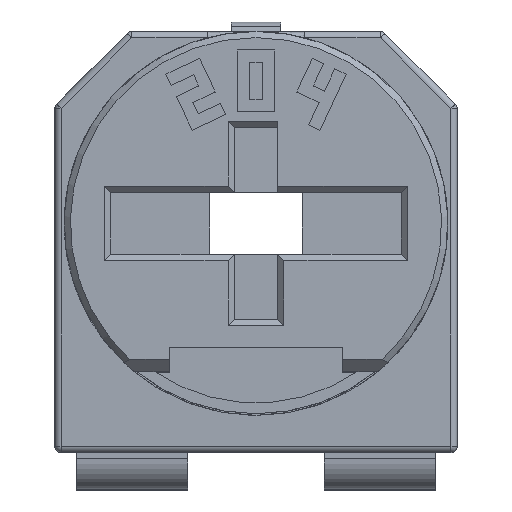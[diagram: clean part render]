
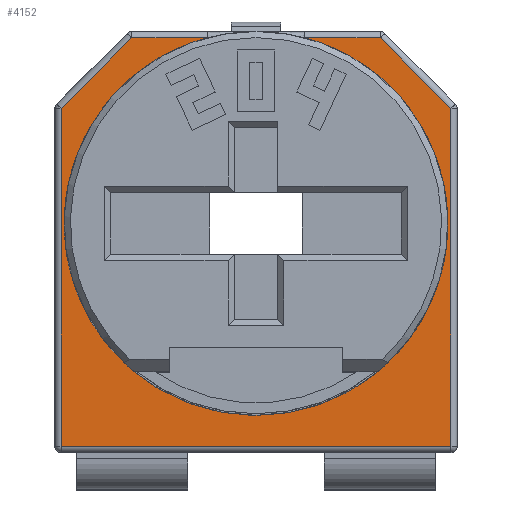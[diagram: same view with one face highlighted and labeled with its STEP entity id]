
A CAD part, top view. The second image highlights one B-rep face of the part: STEP entity #4152.
In plain terms, the highlighted planar face has unit normal (0, 0, 1).
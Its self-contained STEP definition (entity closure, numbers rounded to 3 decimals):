
#195=CIRCLE('',#4469,3.1);
#196=CIRCLE('',#4470,3.1);
#534=FACE_OUTER_BOUND('',#762,.T.);
#762=EDGE_LOOP('',(#3522,#3523,#3524,#3525,#3526,#3527,#3528,#3529,#3530));
#1172=LINE('',#7101,#1623);
#1173=LINE('',#7106,#1624);
#1176=LINE('',#7117,#1627);
#1178=LINE('',#7125,#1629);
#1180=LINE('',#7133,#1631);
#1181=LINE('',#7138,#1632);
#1183=LINE('',#7146,#1634);
#1623=VECTOR('',#5305,10.);
#1624=VECTOR('',#5310,10.);
#1627=VECTOR('',#5321,10.);
#1629=VECTOR('',#5329,10.);
#1631=VECTOR('',#5337,10.);
#1632=VECTOR('',#5342,10.);
#1634=VECTOR('',#5352,10.);
#2028=VERTEX_POINT('',#7097);
#2029=VERTEX_POINT('',#7099);
#2031=VERTEX_POINT('',#7105);
#2033=VERTEX_POINT('',#7111);
#2036=VERTEX_POINT('',#7119);
#2039=VERTEX_POINT('',#7127);
#2043=VERTEX_POINT('',#7137);
#2045=VERTEX_POINT('',#7143);
#2057=VERTEX_POINT('',#7252);
#2533=EDGE_CURVE('',#2029,#2028,#1172,.T.);
#2535=EDGE_CURVE('',#2028,#2031,#1173,.T.);
#2541=EDGE_CURVE('',#2031,#2033,#1176,.T.);
#2545=EDGE_CURVE('',#2033,#2036,#1178,.T.);
#2549=EDGE_CURVE('',#2036,#2039,#1180,.T.);
#2551=EDGE_CURVE('',#2039,#2043,#1181,.T.);
#2556=EDGE_CURVE('',#2043,#2045,#1183,.T.);
#2584=EDGE_CURVE('',#2057,#2029,#195,.T.);
#2585=EDGE_CURVE('',#2045,#2057,#196,.T.);
#3522=ORIENTED_EDGE('',*,*,#2556,.F.);
#3523=ORIENTED_EDGE('',*,*,#2551,.F.);
#3524=ORIENTED_EDGE('',*,*,#2549,.F.);
#3525=ORIENTED_EDGE('',*,*,#2545,.F.);
#3526=ORIENTED_EDGE('',*,*,#2541,.F.);
#3527=ORIENTED_EDGE('',*,*,#2535,.F.);
#3528=ORIENTED_EDGE('',*,*,#2533,.F.);
#3529=ORIENTED_EDGE('',*,*,#2584,.F.);
#3530=ORIENTED_EDGE('',*,*,#2585,.F.);
#3945=PLANE('',#4468);
#4152=ADVANCED_FACE('',(#534),#3945,.T.);
#4468=AXIS2_PLACEMENT_3D('',#7251,#5415,#5416);
#4469=AXIS2_PLACEMENT_3D('',#7253,#5417,#5418);
#4470=AXIS2_PLACEMENT_3D('',#7254,#5419,#5420);
#5305=DIRECTION('',(1.,0.,0.));
#5310=DIRECTION('',(0.707,-0.707,0.));
#5321=DIRECTION('',(0.,-1.,0.));
#5329=DIRECTION('',(-1.,0.,0.));
#5337=DIRECTION('',(0.,1.,0.));
#5342=DIRECTION('',(0.707,0.707,0.));
#5352=DIRECTION('',(1.,0.,0.));
#5415=DIRECTION('center_axis',(0.,0.,1.));
#5416=DIRECTION('ref_axis',(1.,0.,0.));
#5417=DIRECTION('center_axis',(0.,0.,1.));
#5418=DIRECTION('ref_axis',(1.,0.,0.));
#5419=DIRECTION('center_axis',(0.,0.,1.));
#5420=DIRECTION('ref_axis',(1.,0.,0.));
#7097=CARTESIAN_POINT('',(2.009,3.,0.));
#7099=CARTESIAN_POINT('',(0.781,3.,0.));
#7101=CARTESIAN_POINT('',(-1.625,3.,0.));
#7105=CARTESIAN_POINT('',(3.15,1.859,0.));
#7106=CARTESIAN_POINT('',(2.617,2.392,0.));
#7111=CARTESIAN_POINT('',(3.15,-3.6,0.));
#7117=CARTESIAN_POINT('',(3.15,1.4,0.));
#7119=CARTESIAN_POINT('',(-3.15,-3.6,0.));
#7125=CARTESIAN_POINT('',(1.625,-3.6,0.));
#7127=CARTESIAN_POINT('',(-3.15,1.859,0.));
#7133=CARTESIAN_POINT('',(-3.15,-2.,0.));
#7137=CARTESIAN_POINT('',(-2.009,3.,0.));
#7138=CARTESIAN_POINT('',(-2.617,2.392,0.));
#7143=CARTESIAN_POINT('',(-0.781,3.,0.));
#7146=CARTESIAN_POINT('',(-1.625,3.,0.));
#7251=CARTESIAN_POINT('Origin',(0.,-0.3,0.));
#7252=CARTESIAN_POINT('',(-3.1,0.,0.));
#7253=CARTESIAN_POINT('Origin',(0.,0.,0.));
#7254=CARTESIAN_POINT('Origin',(0.,0.,0.));
